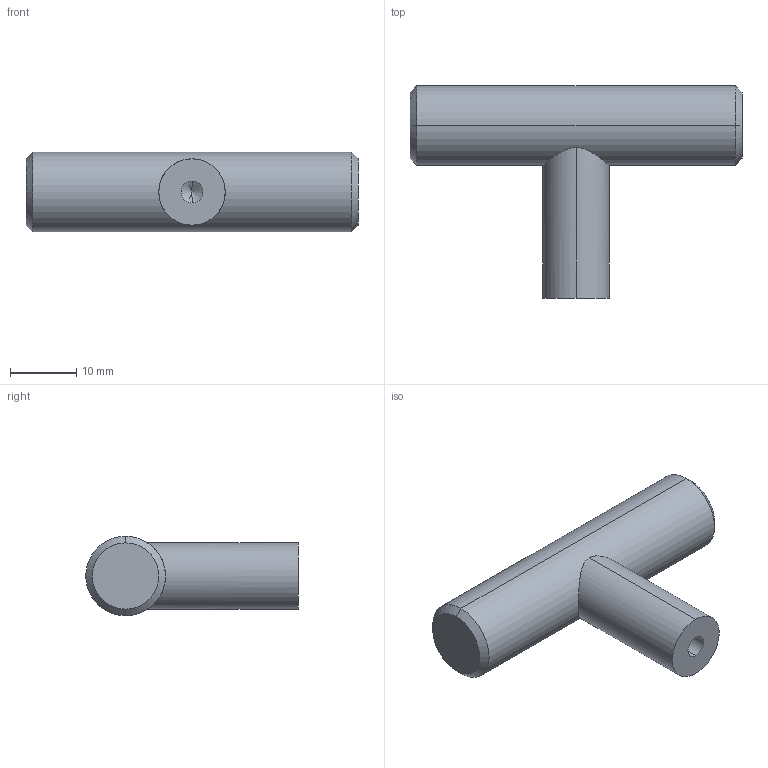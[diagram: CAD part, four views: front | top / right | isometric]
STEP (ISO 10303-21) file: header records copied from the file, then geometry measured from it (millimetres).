
FILE_DESCRIPTION (( 'STEP AP214' ), '1' );
FILE_NAME ('F002555,F002556,F002557,F002558_3D.step', '2022-08-15T13:32:56', ( '' ), ( '' ), 'SwSTEP 2.0', 'SolidWorks 2020', '' );
FILE_SCHEMA (( 'AUTOMOTIVE_DESIGN' ));
Length unit declared in the file: millimetre
Products named in the file (1): F002555,F002556,F002557,F002558_3D
Bounding box: 50 x 32 x 12 mm (x, y, z)
Volume: 7166.1 mm3; surface area: 2980.9 mm2
Topology: 2 solids, 2 shells, 16 faces, 30 edges, 17 vertices
Faces by surface type: cylinder 7, cone 6, plane 3
Entity records: 529 total; most frequent: CARTESIAN_POINT 144, DIRECTION 74, ORIENTED_EDGE 56, AXIS2_PLACEMENT_3D 31, EDGE_CURVE 28, EDGE_LOOP 17, VERTEX_POINT 17, ADVANCED_FACE 16
